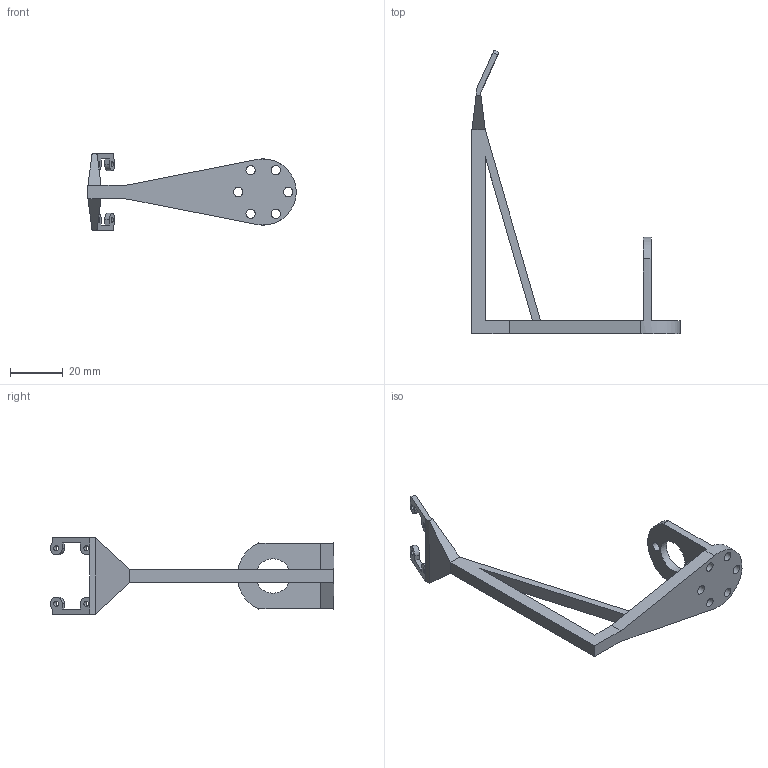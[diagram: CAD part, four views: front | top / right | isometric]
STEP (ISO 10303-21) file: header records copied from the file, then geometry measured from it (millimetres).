
FILE_DESCRIPTION(/* description */ (''),/* implementation_level */ '2;1');
FILE_NAME(/* name */ 'Primary arm v6.step',/* time_stamp */ '2017-12-15T21:29:18-05:00',/* author */ ('fitzgerald.sean.t'),/* organization */ (''),/* preprocessor_version */ 'ST-DEVELOPER v16.13',/* originating_system */ 'Autodesk Translation Framework v6.5.0.72',/* authorisation */ '');
FILE_SCHEMA (('AUTOMOTIVE_DESIGN { 1 0 10303 214 3 1 1 }'));
Length unit declared in the file: millimetre
Products named in the file (1): Primary arm
Bounding box: 78.76 x 107.28 x 29 mm (x, y, z)
Volume: 10820.6 mm3; surface area: 8458.3 mm2
Topology: 1 solids, 1 shells, 55 faces, 148 edges, 94 vertices
Faces by surface type: plane 36, cylinder 19
Full cylindrical faces by diameter (mm): 2 x4, 3.5 x8, 13 x1
Entity records: 1805 total; most frequent: DIRECTION 306, CARTESIAN_POINT 298, ORIENTED_EDGE 296, EDGE_CURVE 148, LINE 102, VECTOR 102, AXIS2_PLACEMENT_3D 102, VERTEX_POINT 94
